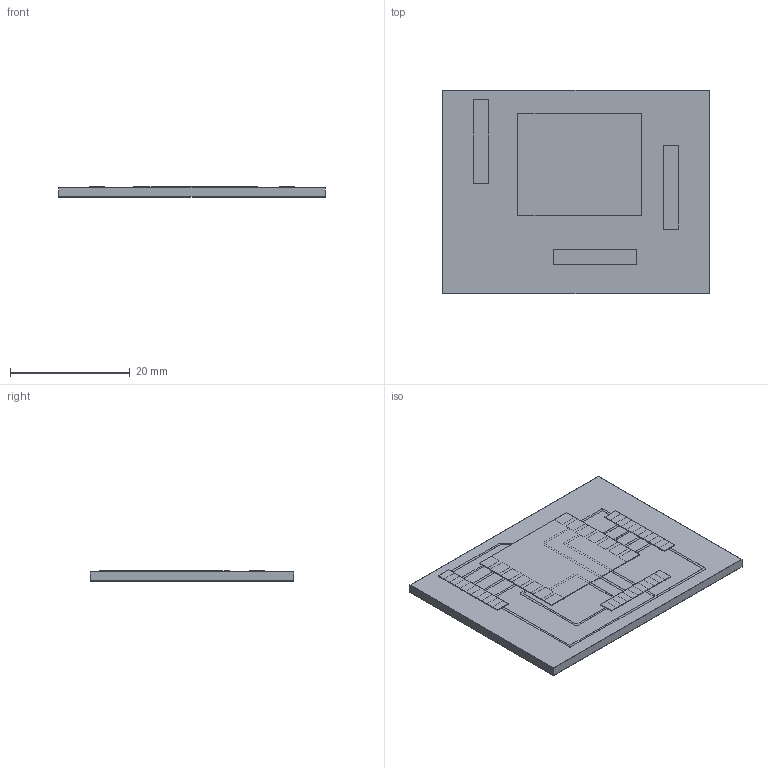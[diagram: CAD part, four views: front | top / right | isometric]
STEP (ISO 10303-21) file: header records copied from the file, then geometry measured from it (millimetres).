
FILE_DESCRIPTION(/* description */ (''),/* implementation_level */ '2;1');
FILE_NAME(/* name */ 'model.step',/* time_stamp */ '2023-10-19T18:52:17-04:00',/* author */ (''),/* organization */ (''),/* preprocessor_version */ 'ST-DEVELOPER v20',/* originating_system */ 'Autodesk Translation Framework v12.14.0.127',/* authorisation */ '');
FILE_SCHEMA (('AUTOMOTIVE_DESIGN { 1 0 10303 214 3 1 1 }'));
Length unit declared in the file: millimetre
Products named in the file (9): PCB-CAD; Board; Packages; XIAO_ESP32_C3_TAPED; 1X06SMD; 1-copper; 16-copper; 1-soldermask; 16-soldermask
Assembly tree (10 placements, depth 3):
  PCB-CAD
    Board
    Packages
      1X06SMD  x3
      XIAO_ESP32_C3_TAPED
    1-copper
    16-copper
    1-soldermask
    16-soldermask
Bounding box: 44.43 x 33.96 x 1.71 mm (x, y, z)
Volume: 2480.2 mm3; surface area: 10983.1 mm2
Topology: 55 solids, 55 shells, 487 faces, 1131 edges, 754 vertices
Faces by surface type: plane 478, cylinder 9
Entity records: 13541 total; most frequent: CARTESIAN_POINT 2340, ORIENTED_EDGE 2214, DIRECTION 2115, EDGE_CURVE 1107, LINE 1089, VECTOR 1089, VERTEX_POINT 738, AXIS2_PLACEMENT_3D 513
